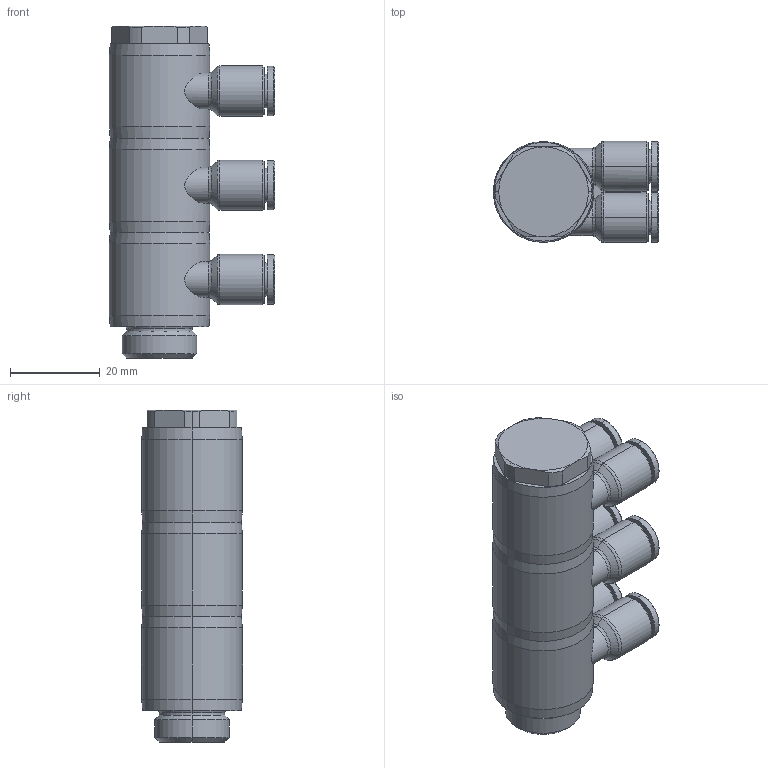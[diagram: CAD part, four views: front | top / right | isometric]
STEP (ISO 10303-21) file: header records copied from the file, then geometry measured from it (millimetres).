
FILE_DESCRIPTION((''),'2;1');
FILE_NAME('GPA_06G03(3)(3D).stp','2012-12-20T11:19:10',(''),(''),'Mechanical Desktop.R8.0.24.0','Mechanical Desktop.R8.0.24.0',', , ');
FILE_SCHEMA(('CONFIG_CONTROL_DESIGN'));
Length unit declared in the file: millimetre
Products named in the file (2): GPA_06G03(3)(3D); 睡ヶ1
Assembly tree (1 placements, depth 2):
  GPA_06G03(3)(3D)
    睡ヶ1
Bounding box: 36.85 x 22.6 x 74 mm (x, y, z)
Volume: 26170.4 mm3; surface area: 21330.9 mm2
Topology: 1 solids, 1 shells, 1491 faces, 4074 edges, 2666 vertices
Faces by surface type: plane 1029, bspline 174, cylinder 160, cone 110, torus 18
Entity records: 49756 total; most frequent: CARTESIAN_POINT 12044, ORIENTED_EDGE 8144, DIRECTION 7407, EDGE_CURVE 4072, VECTOR 3213, LINE 3213, VERTEX_POINT 2666, AXIS2_PLACEMENT_3D 2097
